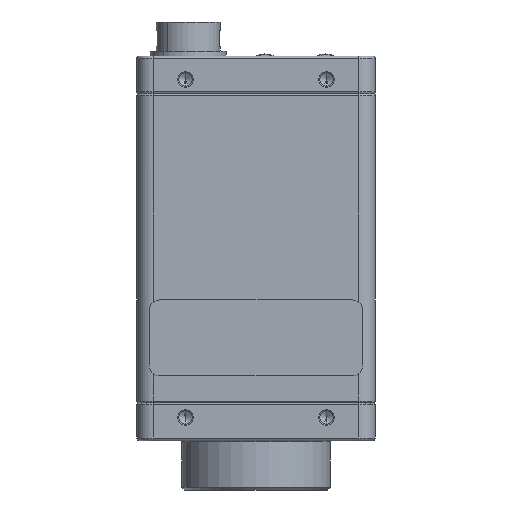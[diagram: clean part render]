
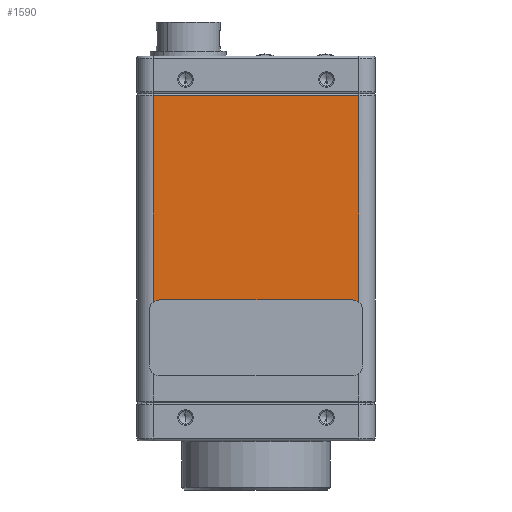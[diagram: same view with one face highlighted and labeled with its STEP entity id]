
A CAD part, front view. The second image highlights one B-rep face of the part: STEP entity #1590.
In plain terms, the highlighted planar face has unit normal (0, -1, 0).
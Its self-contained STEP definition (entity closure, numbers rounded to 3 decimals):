
#1590 = ADVANCED_FACE ( 'NONE', ( #180754 ), #145487, .T. ) ;
#3501 = CARTESIAN_POINT ( 'NONE',  ( 17.75, -3.75, -19. ) ) ;
#4373 = VERTEX_POINT ( 'NONE', #156297 ) ;
#5782 = VERTEX_POINT ( 'NONE', #134713 ) ;
#9950 = CARTESIAN_POINT ( 'NONE',  ( -19., -3.75, -56.7 ) ) ;
#10131 = VERTEX_POINT ( 'NONE', #148707 ) ;
#13102 = VERTEX_POINT ( 'NONE', #3501 ) ;
#13848 = DIRECTION ( 'NONE',  ( 0., 0., 1. ) ) ;
#16760 = DIRECTION ( 'NONE',  ( 0., 0., 1. ) ) ;
#16907 = DIRECTION ( 'NONE',  ( 0., -1., 0. ) ) ;
#17172 = CARTESIAN_POINT ( 'NONE',  ( -17.75, -3.75, -17. ) ) ;
#27572 = CARTESIAN_POINT ( 'NONE',  ( -19., -3.75, -57. ) ) ;
#29960 = CARTESIAN_POINT ( 'NONE',  ( 19., -3.75, -18.561 ) ) ;
#32886 = ORIENTED_EDGE ( 'NONE', *, *, #102766, .F. ) ;
#34005 = EDGE_LOOP ( 'NONE', ( #48482, #184798, #38172, #32886, #111472, #105838 ) ) ;
#36543 = LINE ( 'NONE', #169114, #191919 ) ;
#37938 = AXIS2_PLACEMENT_3D ( 'NONE', #170337, #80237, #185320 ) ;
#38172 = ORIENTED_EDGE ( 'NONE', *, *, #38704, .F. ) ;
#38704 = EDGE_CURVE ( 'NONE', #151780, #4373, #114549, .T. ) ;
#47418 = VECTOR ( 'NONE', #161146, 1000. ) ;
#48482 = ORIENTED_EDGE ( 'NONE', *, *, #149381, .F. ) ;
#66643 = VERTEX_POINT ( 'NONE', #29960 ) ;
#80237 = DIRECTION ( 'NONE',  ( 0., -1., 0. ) ) ;
#82960 = LINE ( 'NONE', #9950, #47418 ) ;
#94217 = DIRECTION ( 'NONE',  ( 1., 0., 0. ) ) ;
#94473 = LINE ( 'NONE', #27572, #169694 ) ;
#97835 = EDGE_CURVE ( 'NONE', #4373, #13102, #36543, .T. ) ;
#102355 = EDGE_CURVE ( 'NONE', #10131, #66643, #118172, .T. ) ;
#102766 = EDGE_CURVE ( 'NONE', #5782, #151780, #94473, .T. ) ;
#105838 = ORIENTED_EDGE ( 'NONE', *, *, #102355, .T. ) ;
#109649 = AXIS2_PLACEMENT_3D ( 'NONE', #169320, #169275, #169089 ) ;
#111472 = ORIENTED_EDGE ( 'NONE', *, *, #182170, .T. ) ;
#114549 = CIRCLE ( 'NONE', #184289, 2. ) ;
#118172 = LINE ( 'NONE', #194262, #158219 ) ;
#124469 = CARTESIAN_POINT ( 'NONE',  ( -19., -3.75, -18.561 ) ) ;
#127869 = CIRCLE ( 'NONE', #37938, 2. ) ;
#134713 = CARTESIAN_POINT ( 'NONE',  ( -19., -3.75, -56.7 ) ) ;
#145487 = PLANE ( 'NONE',  #109649 ) ;
#148341 = DIRECTION ( 'NONE',  ( 0., 0., 1. ) ) ;
#148707 = CARTESIAN_POINT ( 'NONE',  ( 19., -3.75, -56.7 ) ) ;
#149381 = EDGE_CURVE ( 'NONE', #13102, #66643, #127869, .T. ) ;
#151780 = VERTEX_POINT ( 'NONE', #124469 ) ;
#156297 = CARTESIAN_POINT ( 'NONE',  ( -17.75, -3.75, -19. ) ) ;
#158219 = VECTOR ( 'NONE', #13848, 1000. ) ;
#161146 = DIRECTION ( 'NONE',  ( 1., 0., 0. ) ) ;
#169089 = DIRECTION ( 'NONE',  ( 0., 0., -1. ) ) ;
#169114 = CARTESIAN_POINT ( 'NONE',  ( -17.75, -3.75, -19. ) ) ;
#169275 = DIRECTION ( 'NONE',  ( 0., -1., 0. ) ) ;
#169320 = CARTESIAN_POINT ( 'NONE',  ( -19., -3.75, -57. ) ) ;
#169694 = VECTOR ( 'NONE', #148341, 1000. ) ;
#170337 = CARTESIAN_POINT ( 'NONE',  ( 17.75, -3.75, -17. ) ) ;
#180754 = FACE_OUTER_BOUND ( 'NONE', #34005, .T. ) ;
#182170 = EDGE_CURVE ( 'NONE', #5782, #10131, #82960, .T. ) ;
#184289 = AXIS2_PLACEMENT_3D ( 'NONE', #17172, #16907, #16760 ) ;
#184798 = ORIENTED_EDGE ( 'NONE', *, *, #97835, .F. ) ;
#185320 = DIRECTION ( 'NONE',  ( 0., 0., -1. ) ) ;
#191919 = VECTOR ( 'NONE', #94217, 1000. ) ;
#194262 = CARTESIAN_POINT ( 'NONE',  ( 19., -3.75, -57. ) ) ;
